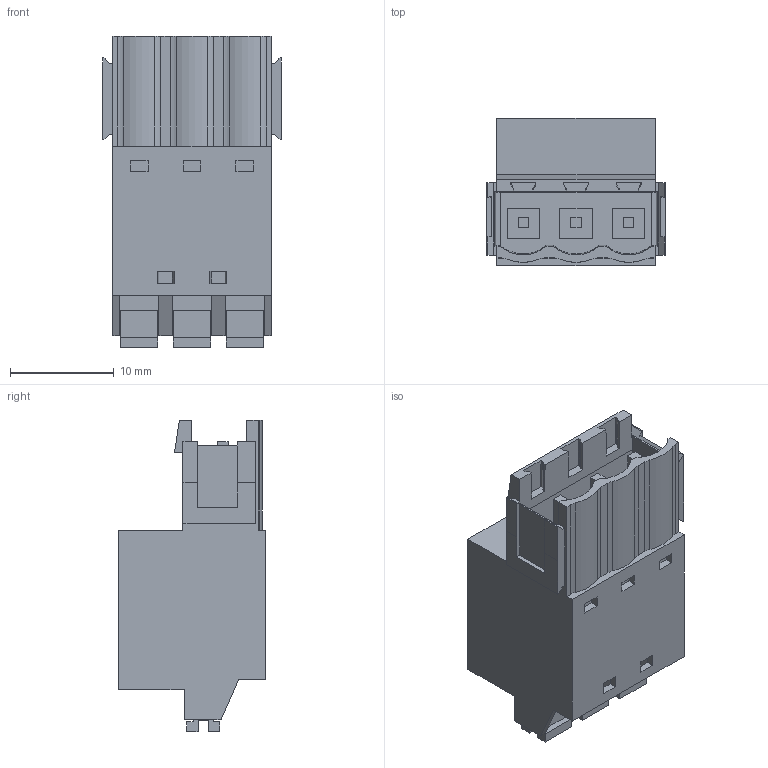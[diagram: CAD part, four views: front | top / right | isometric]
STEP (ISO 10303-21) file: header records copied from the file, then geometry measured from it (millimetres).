
FILE_DESCRIPTION(('CATIA V5 STEP Exchange','CAx-IF Rec.Pracs.--- Model Styling and Organization---1.4--- 2014-01-23'),'2;1');
FILE_NAME ('011707-2_0_1335790000_1335790000.stp','2021-09-20T08:49:07+00:00',('none'),('Weidmueller'),'CATIA Version 5-6 Release 2016 SP3 HF44','CATIA V5 STEP AP214','none');
FILE_SCHEMA(('AUTOMOTIVE_DESIGN { 1 0 10303 214 1 1 1 1 }'));
Length unit declared in the file: millimetre
Products named in the file (1): 1335790000
Bounding box: 17.19 x 14.2 x 29.93 mm (x, y, z)
Volume: 3456.8 mm3; surface area: 3482.3 mm2
Topology: 7 solids, 7 shells, 331 faces, 890 edges, 586 vertices
Faces by surface type: plane 298, cylinder 27, extrusion 6
Entity records: 9996 total; most frequent: CARTESIAN_POINT 2027, ORIENTED_EDGE 1780, DIRECTION 1352, EDGE_CURVE 890, VECTOR 831, LINE 825, VERTEX_POINT 586, EDGE_LOOP 358
